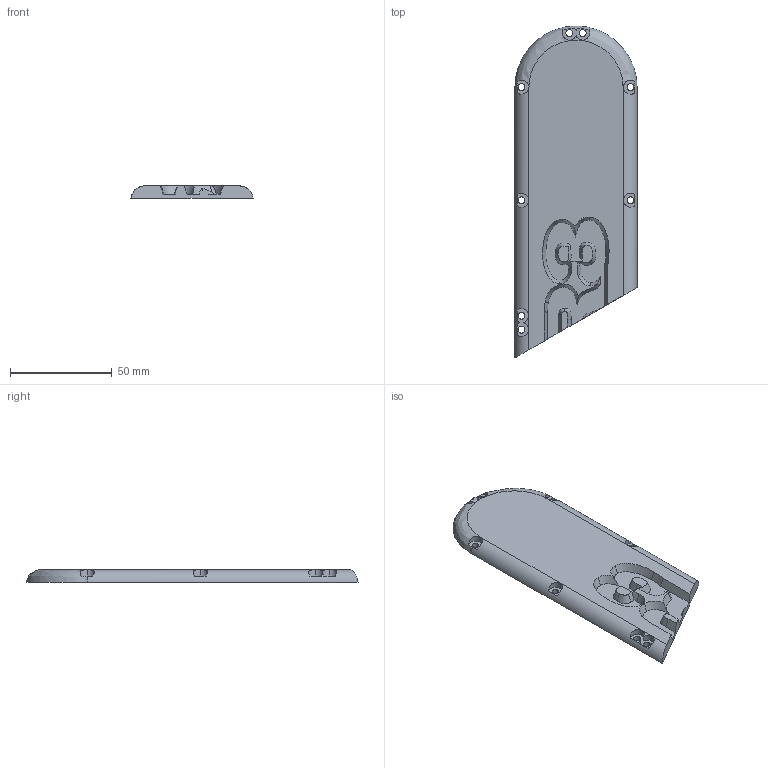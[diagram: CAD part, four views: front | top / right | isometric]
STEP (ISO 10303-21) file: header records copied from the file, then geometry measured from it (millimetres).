
FILE_DESCRIPTION (( 'STEP AP203' ), '1' );
FILE_NAME ('J2 Side Cover Upper.STEP', '2019-10-20T06:23:34', ( '' ), ( '' ), 'SwSTEP 2.0', 'SolidWorks 2019', '' );
FILE_SCHEMA (( 'CONFIG_CONTROL_DESIGN' ));
Length unit declared in the file: millimetre
Products named in the file (1): J2 Side Cover Upper
Bounding box: 60 x 162.81 x 6 mm (x, y, z)
Volume: 41642.3 mm3; surface area: 19043.7 mm2
Topology: 1 solids, 1 shells, 91 faces, 255 edges, 170 vertices
Faces by surface type: cylinder 35, bspline 29, plane 27
Entity records: 13485 total; most frequent: CARTESIAN_POINT 11278, ORIENTED_EDGE 510, DIRECTION 329, EDGE_CURVE 255, VERTEX_POINT 170, AXIS2_PLACEMENT_3D 121, EDGE_LOOP 111, B_SPLINE_CURVE_WITH_KNOTS 107
